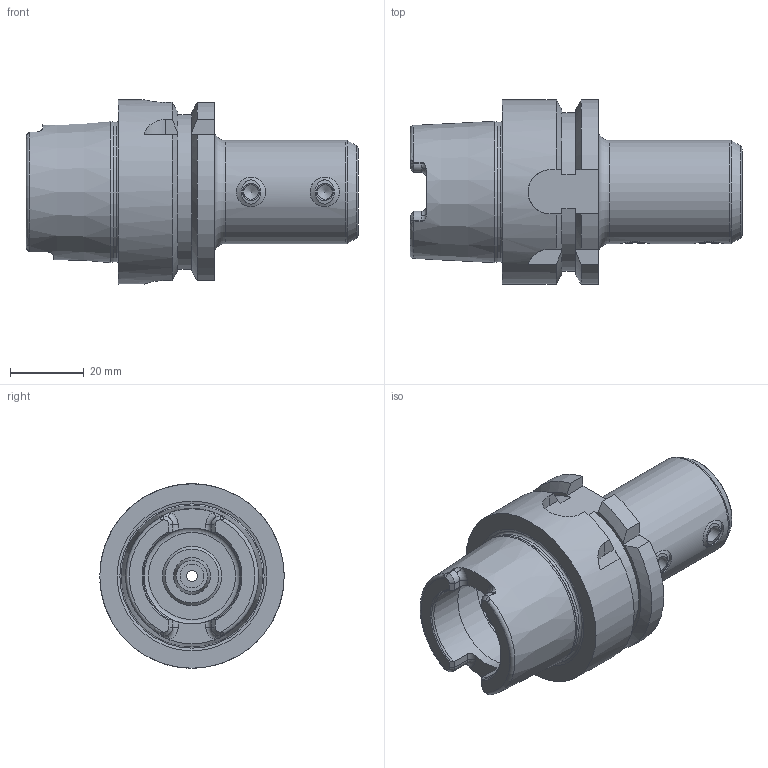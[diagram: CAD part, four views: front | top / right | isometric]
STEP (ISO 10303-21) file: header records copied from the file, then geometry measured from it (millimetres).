
FILE_DESCRIPTION((''),'2;1');
FILE_NAME('591004008065-3D.stp','2021-10-05T09:07:24',('nttooll'),(''),'Autodesk Inventor 2012','Autodesk Inventor 2012','');
FILE_SCHEMA(('AUTOMOTIVE_DESIGN { 1 0 10303 214 1 1 1 1 }'));
Length unit declared in the file: millimetre
Products named in the file (1): 591004008065-3D
Bounding box: 90 x 50 x 50 mm (x, y, z)
Volume: 73461.9 mm3; surface area: 20670.5 mm2
Topology: 1 solids, 1 shells, 151 faces, 370 edges, 231 vertices
Faces by surface type: plane 53, cylinder 46, cone 32, torus 20
Full cylindrical faces by diameter (mm): 3 x1, 4 x2, 4.619 x2, 5.5 x2, 6.4 x1, 8 x5, 8.4 x1, 9.5 x1, 10 x1, 16 x1, 26 x1, 26.6 x1, 28 x1, 32 x1, 37.9 x1, 50 x1
Entity records: 4450 total; most frequent: CARTESIAN_POINT 1154, DIRECTION 700, ORIENTED_EDGE 614, EDGE_CURVE 307, AXIS2_PLACEMENT_3D 295, VERTEX_POINT 219, EDGE_LOOP 214, FACE_OUTER_BOUND 151
